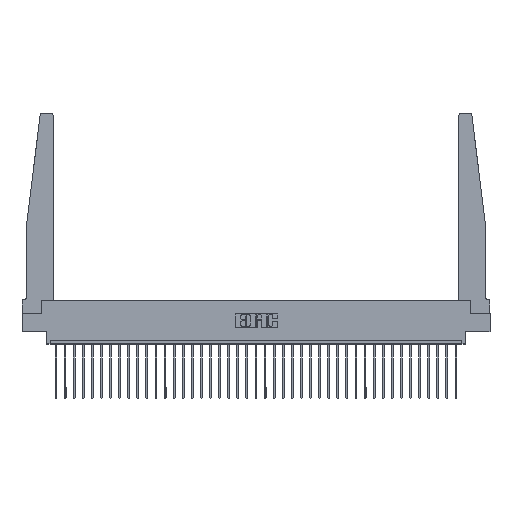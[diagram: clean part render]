
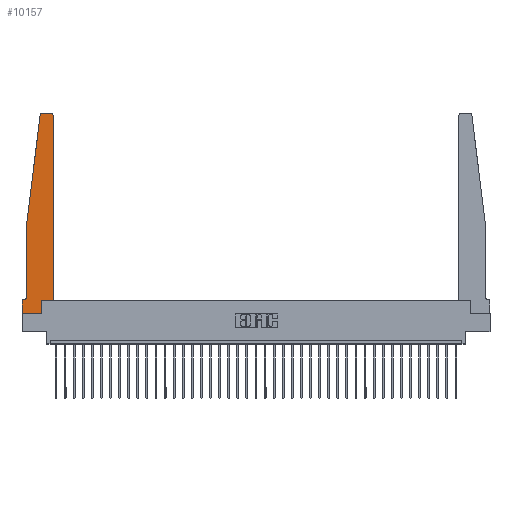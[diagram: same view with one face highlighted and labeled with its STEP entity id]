
A CAD part, top view. The second image highlights one B-rep face of the part: STEP entity #10157.
In plain terms, the highlighted planar face has unit normal (0, 0, 1).
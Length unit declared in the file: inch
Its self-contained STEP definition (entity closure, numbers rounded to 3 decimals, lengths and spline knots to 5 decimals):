
#703 = CARTESIAN_POINT ( 'NONE',  ( 0., 0., 0.37 ) ) ;
#1031 = AXIS2_PLACEMENT_3D ( 'NONE', #15989, #3288, #8469 ) ;
#1248 = CARTESIAN_POINT ( 'NONE',  ( 0., 0., 0.37 ) ) ;
#1431 = DIRECTION ( 'NONE',  ( -1., 0., 0. ) ) ;
#2434 = DIRECTION ( 'NONE',  ( 0., 0., -1. ) ) ;
#2613 = LINE ( 'NONE', #15131, #32862 ) ;
#3288 = DIRECTION ( 'NONE',  ( 0., 0., 1. ) ) ;
#4063 = CARTESIAN_POINT ( 'NONE',  ( 0.425, 0.18, 0.37 ) ) ;
#4186 = EDGE_LOOP ( 'NONE', ( #26153, #29100, #4746, #31839, #29445, #20423, #28979, #5529, #20376, #20743, #26063, #7339 ) ) ;
#4426 = DIRECTION ( 'NONE',  ( -0.122, -0.992, 0. ) ) ;
#4746 = ORIENTED_EDGE ( 'NONE', *, *, #13904, .T. ) ;
#4761 = DIRECTION ( 'NONE',  ( -1., 0., 0. ) ) ;
#4997 = VERTEX_POINT ( 'NONE', #32771 ) ;
#5424 = CARTESIAN_POINT ( 'NONE',  ( 0.065, 1.25, 0.37 ) ) ;
#5477 = EDGE_CURVE ( 'NONE', #25251, #31392, #10530, .T. ) ;
#5501 = EDGE_CURVE ( 'NONE', #4997, #30487, #14787, .T. ) ;
#5529 = ORIENTED_EDGE ( 'NONE', *, *, #31476, .T. ) ;
#5841 = VERTEX_POINT ( 'NONE', #4063 ) ;
#6400 = CARTESIAN_POINT ( 'NONE',  ( 0.065, 1.25, 0.37 ) ) ;
#7073 = EDGE_CURVE ( 'NONE', #31392, #9802, #14109, .T. ) ;
#7261 = LINE ( 'NONE', #27601, #14096 ) ;
#7339 = ORIENTED_EDGE ( 'NONE', *, *, #5501, .T. ) ;
#7423 = DIRECTION ( 'NONE',  ( 0., 1., 0. ) ) ;
#8357 = DIRECTION ( 'NONE',  ( 1., 0., 0. ) ) ;
#8469 = DIRECTION ( 'NONE',  ( 1., 0., 0. ) ) ;
#9253 = CARTESIAN_POINT ( 'NONE',  ( 0.065, 0.1875, 0.37 ) ) ;
#9283 = VERTEX_POINT ( 'NONE', #28222 ) ;
#9802 = VERTEX_POINT ( 'NONE', #11023 ) ;
#10157 = ADVANCED_FACE ( 'NONE', ( #13319 ), #23447, .T. ) ;
#10237 = EDGE_CURVE ( 'NONE', #30487, #17300, #32006, .T. ) ;
#10275 = CARTESIAN_POINT ( 'NONE',  ( 0.395, 2.72, 0.37 ) ) ;
#10367 = VECTOR ( 'NONE', #11410, 39.37008 ) ;
#10487 = CARTESIAN_POINT ( 'NONE',  ( 0.2605, 0.18, 0.37 ) ) ;
#10530 = CIRCLE ( 'NONE', #29130, 0.05 ) ;
#11023 = CARTESIAN_POINT ( 'NONE',  ( 0., 0.1875, 0.37 ) ) ;
#11173 = CARTESIAN_POINT ( 'NONE',  ( 0.2605, 0., 0.37 ) ) ;
#11247 = LINE ( 'NONE', #1248, #10367 ) ;
#11410 = DIRECTION ( 'NONE',  ( 0., -1., 0. ) ) ;
#12053 = CARTESIAN_POINT ( 'NONE',  ( 0.27653, 2.75, 0.37 ) ) ;
#12055 = CARTESIAN_POINT ( 'NONE',  ( 0.25, 2.75, 0.37 ) ) ;
#12132 = DIRECTION ( 'NONE',  ( 1., 0., 0. ) ) ;
#12625 = LINE ( 'NONE', #5424, #25774 ) ;
#12644 = VECTOR ( 'NONE', #28682, 39.37008 ) ;
#12761 = EDGE_CURVE ( 'NONE', #21587, #5841, #31175, .T. ) ;
#13319 = FACE_OUTER_BOUND ( 'NONE', #4186, .T. ) ;
#13904 = EDGE_CURVE ( 'NONE', #9283, #19298, #22103, .T. ) ;
#14096 = VECTOR ( 'NONE', #7423, 39.37008 ) ;
#14109 = LINE ( 'NONE', #9253, #29488 ) ;
#14787 = CIRCLE ( 'NONE', #31777, 0.03 ) ;
#15131 = CARTESIAN_POINT ( 'NONE',  ( 0., 0., 0.37 ) ) ;
#15373 = CARTESIAN_POINT ( 'NONE',  ( 0.2605, 0.18, 0.37 ) ) ;
#15909 = VECTOR ( 'NONE', #17057, 39.37008 ) ;
#15989 = CARTESIAN_POINT ( 'NONE',  ( 0., 0.1875, 0.37 ) ) ;
#16787 = CARTESIAN_POINT ( 'NONE',  ( 0.065, 1.25, 0.37 ) ) ;
#17057 = DIRECTION ( 'NONE',  ( -1., 0., 0. ) ) ;
#17300 = VERTEX_POINT ( 'NONE', #12053 ) ;
#17618 = CARTESIAN_POINT ( 'NONE',  ( 0.015, 0.2375, 0.37 ) ) ;
#19298 = VERTEX_POINT ( 'NONE', #6400 ) ;
#20376 = ORIENTED_EDGE ( 'NONE', *, *, #30604, .T. ) ;
#20423 = ORIENTED_EDGE ( 'NONE', *, *, #7073, .T. ) ;
#20743 = ORIENTED_EDGE ( 'NONE', *, *, #12761, .T. ) ;
#20856 = CARTESIAN_POINT ( 'NONE',  ( 0.425, 0.18, 0.37 ) ) ;
#21112 = VERTEX_POINT ( 'NONE', #703 ) ;
#21587 = VERTEX_POINT ( 'NONE', #10487 ) ;
#22058 = CARTESIAN_POINT ( 'NONE',  ( 0.27653, 2.72, 0.37 ) ) ;
#22103 = LINE ( 'NONE', #16787, #29163 ) ;
#22374 = DIRECTION ( 'NONE',  ( 0., 0., 1. ) ) ;
#22685 = CARTESIAN_POINT ( 'NONE',  ( 0.395, 2.75, 0.37 ) ) ;
#22810 = EDGE_CURVE ( 'NONE', #19298, #25251, #12625, .T. ) ;
#22940 = DIRECTION ( 'NONE',  ( 1., 0., 0. ) ) ;
#23447 = PLANE ( 'NONE',  #1031 ) ;
#24263 = AXIS2_PLACEMENT_3D ( 'NONE', #22058, #22374, #32524 ) ;
#24410 = VECTOR ( 'NONE', #8357, 39.37008 ) ;
#25251 = VERTEX_POINT ( 'NONE', #32086 ) ;
#25285 = EDGE_CURVE ( 'NONE', #5841, #4997, #7261, .T. ) ;
#25774 = VECTOR ( 'NONE', #30751, 39.37008 ) ;
#26063 = ORIENTED_EDGE ( 'NONE', *, *, #25285, .T. ) ;
#26153 = ORIENTED_EDGE ( 'NONE', *, *, #10237, .T. ) ;
#26383 = CIRCLE ( 'NONE', #24263, 0.03 ) ;
#27555 = EDGE_CURVE ( 'NONE', #9802, #21112, #11247, .T. ) ;
#27601 = CARTESIAN_POINT ( 'NONE',  ( 0.425, 0.18, 0.37 ) ) ;
#27635 = CARTESIAN_POINT ( 'NONE',  ( 0.015, 0.1875, 0.37 ) ) ;
#27772 = DIRECTION ( 'NONE',  ( 0., 0., 1. ) ) ;
#28032 = LINE ( 'NONE', #15373, #12644 ) ;
#28222 = CARTESIAN_POINT ( 'NONE',  ( 0.24675, 2.72367, 0.37 ) ) ;
#28682 = DIRECTION ( 'NONE',  ( 0., 1., 0. ) ) ;
#28979 = ORIENTED_EDGE ( 'NONE', *, *, #27555, .T. ) ;
#29020 = EDGE_CURVE ( 'NONE', #17300, #9283, #26383, .T. ) ;
#29100 = ORIENTED_EDGE ( 'NONE', *, *, #29020, .T. ) ;
#29130 = AXIS2_PLACEMENT_3D ( 'NONE', #17618, #2434, #4761 ) ;
#29163 = VECTOR ( 'NONE', #4426, 39.37008 ) ;
#29445 = ORIENTED_EDGE ( 'NONE', *, *, #5477, .T. ) ;
#29488 = VECTOR ( 'NONE', #1431, 39.37008 ) ;
#30487 = VERTEX_POINT ( 'NONE', #22685 ) ;
#30604 = EDGE_CURVE ( 'NONE', #31193, #21587, #28032, .T. ) ;
#30751 = DIRECTION ( 'NONE',  ( 0., -1., 0. ) ) ;
#31175 = LINE ( 'NONE', #20856, #24410 ) ;
#31193 = VERTEX_POINT ( 'NONE', #11173 ) ;
#31392 = VERTEX_POINT ( 'NONE', #27635 ) ;
#31476 = EDGE_CURVE ( 'NONE', #21112, #31193, #2613, .T. ) ;
#31777 = AXIS2_PLACEMENT_3D ( 'NONE', #10275, #27772, #12132 ) ;
#31839 = ORIENTED_EDGE ( 'NONE', *, *, #22810, .T. ) ;
#32006 = LINE ( 'NONE', #12055, #15909 ) ;
#32086 = CARTESIAN_POINT ( 'NONE',  ( 0.065, 0.2375, 0.37 ) ) ;
#32524 = DIRECTION ( 'NONE',  ( 1., 0., 0. ) ) ;
#32771 = CARTESIAN_POINT ( 'NONE',  ( 0.425, 2.72, 0.37 ) ) ;
#32862 = VECTOR ( 'NONE', #22940, 39.37008 ) ;
